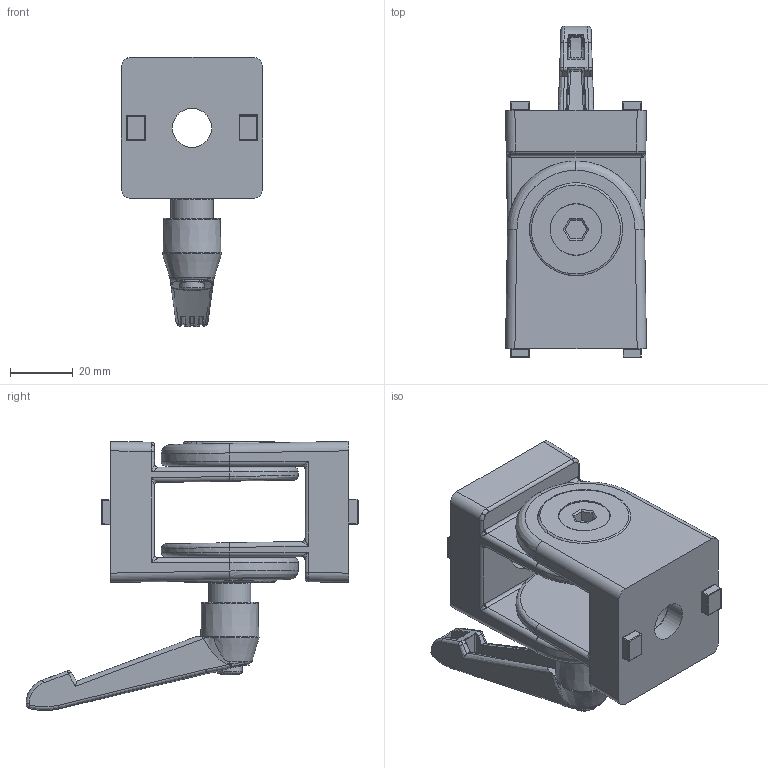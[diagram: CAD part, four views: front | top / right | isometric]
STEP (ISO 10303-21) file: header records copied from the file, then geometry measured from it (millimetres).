
FILE_DESCRIPTION(/* description */ ('Złącze przegubowe z blokadą 45-10, 50-10'),/* implementation_level */ '2;1');
FILE_NAME(/* name */ '324541.stp',/* time_stamp */ '2022-09-05T10:56:36+02:00',/* author */ ('aluteckkpl_am'),/* organization */ (''),/* preprocessor_version */ 'ST-DEVELOPER v18.1',/* originating_system */ 'Autodesk Inventor 2021',/* authorisation */ '');
FILE_SCHEMA (('CONFIG_CONTROL_DESIGN'));
Products named in the file (3): 324541; 324541_2; 324541_1
Assembly tree (2 placements, depth 2):
  324541
    324541_2
    324541_1
Bounding box: 45 x 105.9 x 85.84 mm (x, y, z)
Volume: 104019.5 mm3; surface area: 34861.8 mm2
Topology: 2 solids, 5 shells, 504 faces, 1300 edges, 787 vertices
Faces by surface type: bspline 177, cylinder 137, plane 133, torus 28, cone 22, sphere 7
Full cylindrical faces by diameter (mm): 8 x1, 8.2 x1, 12.5 x2, 13 x1, 13.5 x1, 14 x2, 16.396 x1, 16.5 x1, 18.5 x2
Entity records: 41558 total; most frequent: CARTESIAN_POINT 30202, ORIENTED_EDGE 2526, DIRECTION 1799, EDGE_CURVE 1263, VERTEX_POINT 787, AXIS2_PLACEMENT_3D 703, EDGE_LOOP 528, FACE_OUTER_BOUND 504
